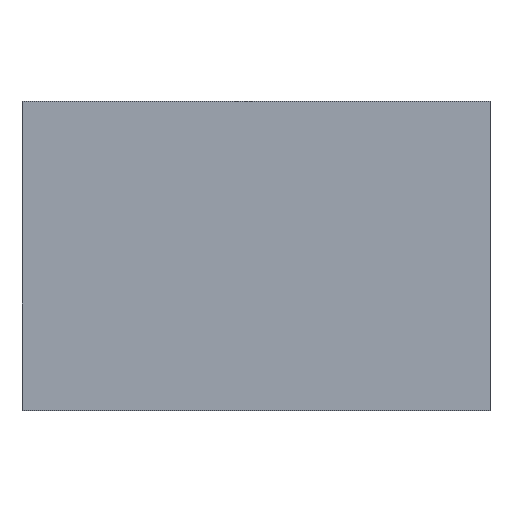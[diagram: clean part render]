
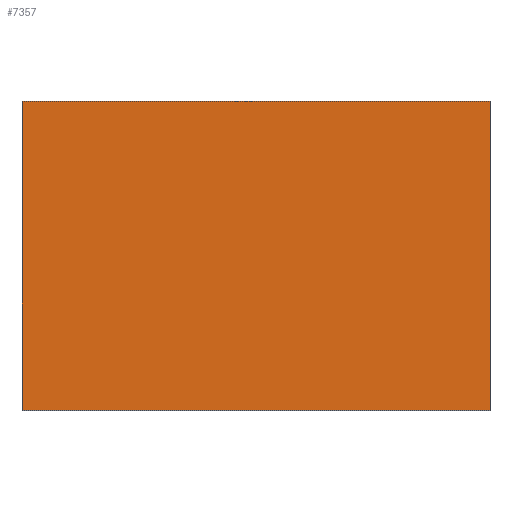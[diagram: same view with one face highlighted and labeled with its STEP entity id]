
A CAD part, top view. The second image highlights one B-rep face of the part: STEP entity #7357.
In plain terms, the highlighted planar face has unit normal (0, 0, 1).
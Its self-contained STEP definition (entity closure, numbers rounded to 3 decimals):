
#621 = CARTESIAN_POINT ( 'NONE',  ( 7.5, 4.95, 9.3 ) ) ;
#656 = DIRECTION ( 'NONE',  ( 1., 0., 0. ) ) ;
#733 = AXIS2_PLACEMENT_3D ( 'NONE', #9411, #5902, #6213 ) ;
#794 = VERTEX_POINT ( 'NONE', #9399 ) ;
#1030 = CARTESIAN_POINT ( 'NONE',  ( -7.5, 4.95, 9.3 ) ) ;
#1063 = VERTEX_POINT ( 'NONE', #621 ) ;
#1223 = LINE ( 'NONE', #8292, #2278 ) ;
#2029 = CARTESIAN_POINT ( 'NONE',  ( 7.5, 4.95, 9.3 ) ) ;
#2045 = VERTEX_POINT ( 'NONE', #5173 ) ;
#2278 = VECTOR ( 'NONE', #9389, 1000. ) ;
#3221 = EDGE_LOOP ( 'NONE', ( #7006, #5021, #6974, #5110 ) ) ;
#4150 = VECTOR ( 'NONE', #11794, 1000. ) ;
#4450 = VECTOR ( 'NONE', #656, 1000. ) ;
#5021 = ORIENTED_EDGE ( 'NONE', *, *, #9771, .T. ) ;
#5110 = ORIENTED_EDGE ( 'NONE', *, *, #7551, .T. ) ;
#5173 = CARTESIAN_POINT ( 'NONE',  ( -7.5, 4.95, 9.3 ) ) ;
#5902 = DIRECTION ( 'NONE',  ( 0., 0., 1. ) ) ;
#6213 = DIRECTION ( 'NONE',  ( 1., 0., 0. ) ) ;
#6641 = CARTESIAN_POINT ( 'NONE',  ( -7.5, -4.95, 9.3 ) ) ;
#6717 = LINE ( 'NONE', #6641, #4450 ) ;
#6974 = ORIENTED_EDGE ( 'NONE', *, *, #8246, .T. ) ;
#7006 = ORIENTED_EDGE ( 'NONE', *, *, #9584, .T. ) ;
#7357 = ADVANCED_FACE ( 'NONE', ( #11772 ), #11850, .T. ) ;
#7551 = EDGE_CURVE ( 'NONE', #794, #15297, #6717, .T. ) ;
#8246 = EDGE_CURVE ( 'NONE', #2045, #794, #1223, .T. ) ;
#8292 = CARTESIAN_POINT ( 'NONE',  ( -7.5, 4.95, 9.3 ) ) ;
#9134 = VECTOR ( 'NONE', #14866, 1000. ) ;
#9389 = DIRECTION ( 'NONE',  ( 0., -1., 0. ) ) ;
#9399 = CARTESIAN_POINT ( 'NONE',  ( -7.5, -4.95, 9.3 ) ) ;
#9411 = CARTESIAN_POINT ( 'NONE',  ( 0., 0., 9.3 ) ) ;
#9584 = EDGE_CURVE ( 'NONE', #15297, #1063, #10294, .T. ) ;
#9771 = EDGE_CURVE ( 'NONE', #1063, #2045, #14043, .T. ) ;
#10294 = LINE ( 'NONE', #2029, #9134 ) ;
#11772 = FACE_OUTER_BOUND ( 'NONE', #3221, .T. ) ;
#11794 = DIRECTION ( 'NONE',  ( -1., 0., 0. ) ) ;
#11850 = PLANE ( 'NONE',  #733 ) ;
#13992 = CARTESIAN_POINT ( 'NONE',  ( 7.5, -4.95, 9.3 ) ) ;
#14043 = LINE ( 'NONE', #1030, #4150 ) ;
#14866 = DIRECTION ( 'NONE',  ( 0., 1., 0. ) ) ;
#15297 = VERTEX_POINT ( 'NONE', #13992 ) ;
